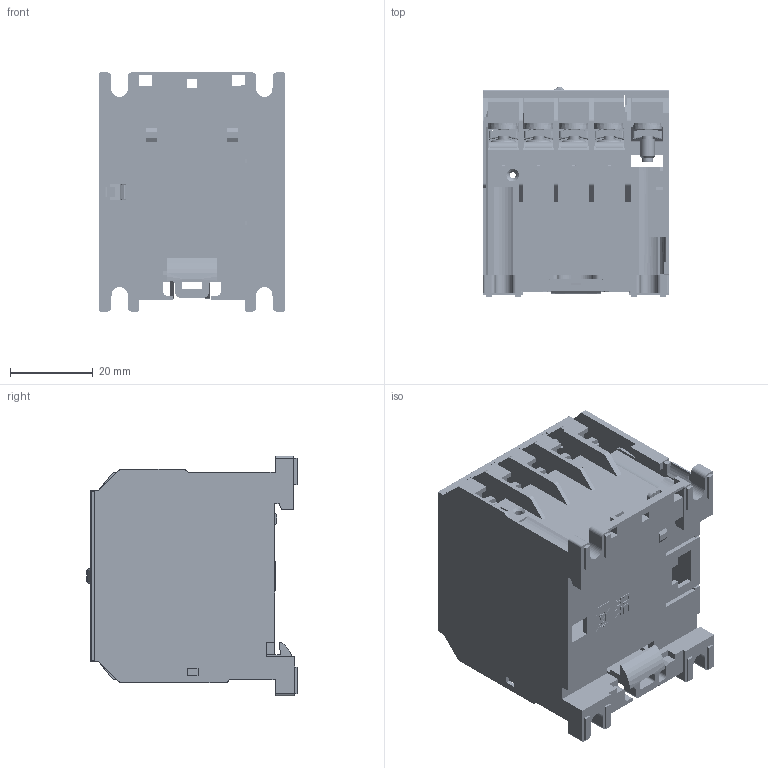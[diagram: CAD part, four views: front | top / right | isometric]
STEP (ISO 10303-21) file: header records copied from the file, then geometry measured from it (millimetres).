
FILE_DESCRIPTION((''),'2;1');
FILE_NAME('K07_M_ASM','2023-09-04T11:45:21',('pkristl'),('Audax d.o.o.'),'CREO PARAMETRIC BY PTC INC, 2020454','CREO PARAMETRIC BY PTC INC, 2020454','');
FILE_SCHEMA(('AP242_MANAGED_MODEL_BASED_3D_ENGINEERING_MIM_LF { 1 0 10303 442 1 1 4 }'));
Products named in the file (21): 37422276_104; POKROV7_31; 37422274_17; 37422275_13; 37422446_4; 38552233_5; 37200667_AF0_3; 38552233V_ASM_1_ASM; 38552227_9; KONTAKTNA_KOVICA_6; 38552227_ASM_9_ASM; 37200667_AF1_3; 38552227V_ASM_8_ASM; 38422386_ASM_23_ASM; 38300099-VIJAK_18; 38300099-PODL_19; 38300099_ASM_15_ASM; 38552231_10; 38552232_3; K07_ASM_24_ASM; K07_M_ASM
Assembly tree (40 placements, depth 6):
  K07_M_ASM
    K07_ASM_24_ASM
      37422276_104
      POKROV7_31
      38422386_ASM_23_ASM
        37422274_17
        37422275_13
        37422446_4
        38552233V_ASM_1_ASM  x3
          38552233_5
          37200667_AF0_3
        38552227V_ASM_8_ASM
          38552227_ASM_9_ASM
            38552227_9
            KONTAKTNA_KOVICA_6  x4
          37200667_AF1_3
      38300099_ASM_15_ASM  x10
        38300099-VIJAK_18
        38300099-PODL_19
      38552231_10  x4
      38552232_3  x4
Bounding box: 45 x 50.7 x 57.8 mm (x, y, z)
Volume: 30797 mm3; surface area: 51065 mm2
Topology: 45 solids, 45 shells, 5201 faces, 14692 edges, 9772 vertices
Faces by surface type: plane 3123, cylinder 1335, torus 301, bspline 262, cone 132, sphere 36, extrusion 12
Entity records: 147944 total; most frequent: CARTESIAN_POINT 35077, ORIENTED_EDGE 17322, DIRECTION 16644, PRESENTATION_STYLE_ASSIGNMENT 8767, STYLED_ITEM 8747, EDGE_CURVE 8661, CURVE_STYLE 8616, VECTOR 6862
